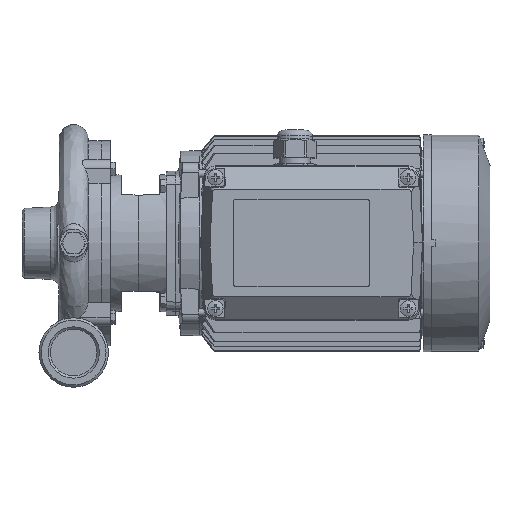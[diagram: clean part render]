
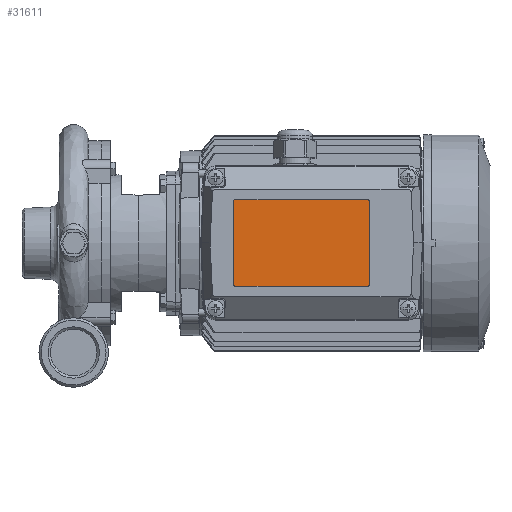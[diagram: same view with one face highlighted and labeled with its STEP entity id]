
A CAD part, top view. The second image highlights one B-rep face of the part: STEP entity #31611.
In plain terms, the highlighted planar face has unit normal (0, 0, 1).
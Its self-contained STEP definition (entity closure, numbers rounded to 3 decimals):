
#31405=CARTESIAN_POINT('',(127.288,-28.,110.495));
#31406=VERTEX_POINT('',#31405);
#31414=CARTESIAN_POINT('',(128.288,-27.,110.495));
#31415=VERTEX_POINT('',#31414);
#31422=CARTESIAN_POINT('',(127.288,-27.,110.495));
#31423=DIRECTION('',(0.,0.,1.));
#31424=DIRECTION('',(0.,-1.,0.));
#31425=AXIS2_PLACEMENT_3D('',#31422,#31423,#31424);
#31426=CIRCLE('',#31425,1.0);
#31427=EDGE_CURVE('',#31406,#31415,#31426,.T.);
#31439=CARTESIAN_POINT('',(128.288,27.,110.495));
#31440=VERTEX_POINT('',#31439);
#31447=CARTESIAN_POINT('',(128.288,-27.,110.495));
#31448=DIRECTION('',(0.,1.,0.));
#31449=VECTOR('',#31448,54.0);
#31450=LINE('',#31447,#31449);
#31451=EDGE_CURVE('',#31415,#31440,#31450,.T.);
#31463=CARTESIAN_POINT('',(127.288,28.,110.495));
#31464=VERTEX_POINT('',#31463);
#31471=CARTESIAN_POINT('',(127.288,27.,110.495));
#31472=DIRECTION('',(0.,0.,1.));
#31473=DIRECTION('',(1.,0.,0.));
#31474=AXIS2_PLACEMENT_3D('',#31471,#31472,#31473);
#31475=CIRCLE('',#31474,1.0);
#31476=EDGE_CURVE('',#31440,#31464,#31475,.T.);
#31488=CARTESIAN_POINT('',(41.288,28.,110.495));
#31489=VERTEX_POINT('',#31488);
#31496=CARTESIAN_POINT('',(127.288,28.,110.495));
#31497=DIRECTION('',(-1.,0.,0.));
#31498=VECTOR('',#31497,86.);
#31499=LINE('',#31496,#31498);
#31500=EDGE_CURVE('',#31464,#31489,#31499,.T.);
#31512=CARTESIAN_POINT('',(40.288,27.,110.495));
#31513=VERTEX_POINT('',#31512);
#31520=CARTESIAN_POINT('',(41.288,27.,110.495));
#31521=DIRECTION('',(0.,0.,1.));
#31522=DIRECTION('',(0.,1.,0.));
#31523=AXIS2_PLACEMENT_3D('',#31520,#31521,#31522);
#31524=CIRCLE('',#31523,1.0);
#31525=EDGE_CURVE('',#31489,#31513,#31524,.T.);
#31537=CARTESIAN_POINT('',(40.288,-27.,110.495));
#31538=VERTEX_POINT('',#31537);
#31545=CARTESIAN_POINT('',(40.288,27.,110.495));
#31546=DIRECTION('',(0.,-1.,0.));
#31547=VECTOR('',#31546,54.0);
#31548=LINE('',#31545,#31547);
#31549=EDGE_CURVE('',#31513,#31538,#31548,.T.);
#31561=CARTESIAN_POINT('',(41.288,-28.,110.495));
#31562=VERTEX_POINT('',#31561);
#31569=CARTESIAN_POINT('',(41.288,-27.,110.495));
#31570=DIRECTION('',(0.,0.,1.));
#31571=DIRECTION('',(-1.,0.,0.));
#31572=AXIS2_PLACEMENT_3D('',#31569,#31570,#31571);
#31573=CIRCLE('',#31572,1.0);
#31574=EDGE_CURVE('',#31538,#31562,#31573,.T.);
#31584=CARTESIAN_POINT('',(41.288,-28.,110.495));
#31585=DIRECTION('',(1.,0.,0.));
#31586=VECTOR('',#31585,86.);
#31587=LINE('',#31584,#31586);
#31588=EDGE_CURVE('',#31562,#31406,#31587,.T.);
#31596=CARTESIAN_POINT('',(31.487,-33.601,110.495));
#31597=DIRECTION('',(0.,0.,1.));
#31598=DIRECTION('',(1.,0.,0.));
#31599=AXIS2_PLACEMENT_3D('',#31596,#31597,#31598);
#31600=PLANE('',#31599);
#31601=ORIENTED_EDGE('',*,*,#31427,.T.);
#31602=ORIENTED_EDGE('',*,*,#31451,.T.);
#31603=ORIENTED_EDGE('',*,*,#31476,.T.);
#31604=ORIENTED_EDGE('',*,*,#31500,.T.);
#31605=ORIENTED_EDGE('',*,*,#31525,.T.);
#31606=ORIENTED_EDGE('',*,*,#31549,.T.);
#31607=ORIENTED_EDGE('',*,*,#31574,.T.);
#31608=ORIENTED_EDGE('',*,*,#31588,.T.);
#31609=EDGE_LOOP('',(#31601,#31602,#31603,#31604,#31605,#31606,#31607,#31608));
#31610=FACE_OUTER_BOUND('',#31609,.T.);
#31611=ADVANCED_FACE('',(#31610),#31600,.T.);
